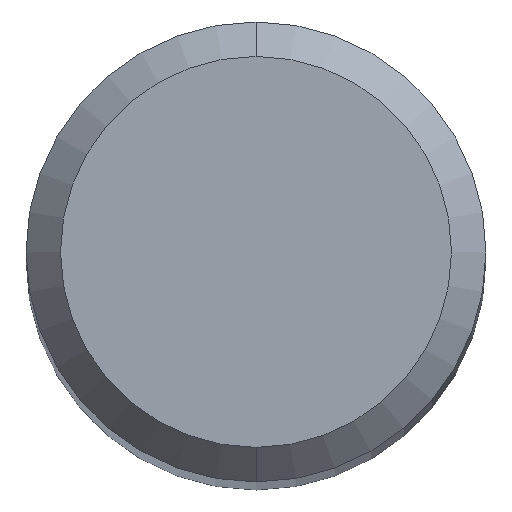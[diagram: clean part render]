
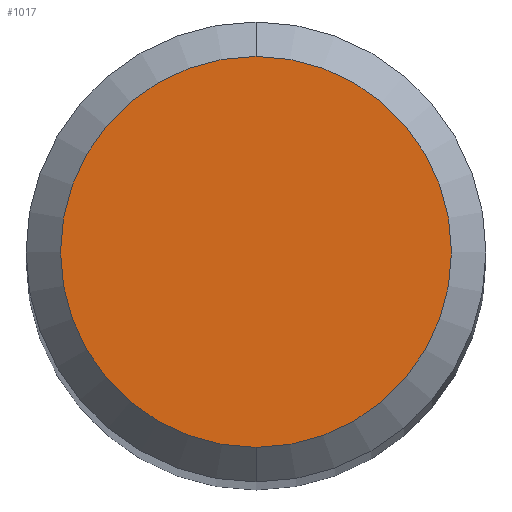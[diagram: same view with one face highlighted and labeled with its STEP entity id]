
A CAD part, top view. The second image highlights one B-rep face of the part: STEP entity #1017.
In plain terms, the highlighted planar face has unit normal (0, 0, 1).
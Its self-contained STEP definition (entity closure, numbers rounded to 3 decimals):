
#667=VERTEX_POINT('',#1373);
#769=VERTEX_POINT('',#1483);
#857=EDGE_CURVE('',#769,#667,#1575,.T.);
#965=EDGE_CURVE('',#667,#769,#1701,.T.);
#1017=ADVANCED_FACE('',(#1756),#1757,.T.);
#1373=CARTESIAN_POINT('',(0.,-1.7,0.0));
#1483=CARTESIAN_POINT('',(0.0,1.7,0.0));
#1575=CIRCLE('',#4385,1.7);
#1701=CIRCLE('',#5021,1.7);
#1756=FACE_OUTER_BOUND('',#5242,.T.);
#1757=PLANE('',#5243);
#4385=AXIS2_PLACEMENT_3D('',#5728,#5729,#5730);
#5021=AXIS2_PLACEMENT_3D('',#5934,#5935,#5936);
#5242=EDGE_LOOP('',(#5986,#5987));
#5243=AXIS2_PLACEMENT_3D('',#5988,#5989,#5990);
#5728=CARTESIAN_POINT('',(0.0,0.0,0.0));
#5729=DIRECTION('',(0.0,0.0,-1.0));
#5730=DIRECTION('',(0.0,1.0,0.0));
#5934=CARTESIAN_POINT('',(0.0,0.0,0.0));
#5935=DIRECTION('',(0.0,0.0,-1.0));
#5936=DIRECTION('',(0.0,1.0,0.0));
#5986=ORIENTED_EDGE('',*,*,#857,.F.);
#5987=ORIENTED_EDGE('',*,*,#965,.F.);
#5988=CARTESIAN_POINT('',(0.0,0.85,0.0));
#5989=DIRECTION('',(-0.0,0.0,1.0));
#5990=DIRECTION('',(0.0,-1.0,0.0));
